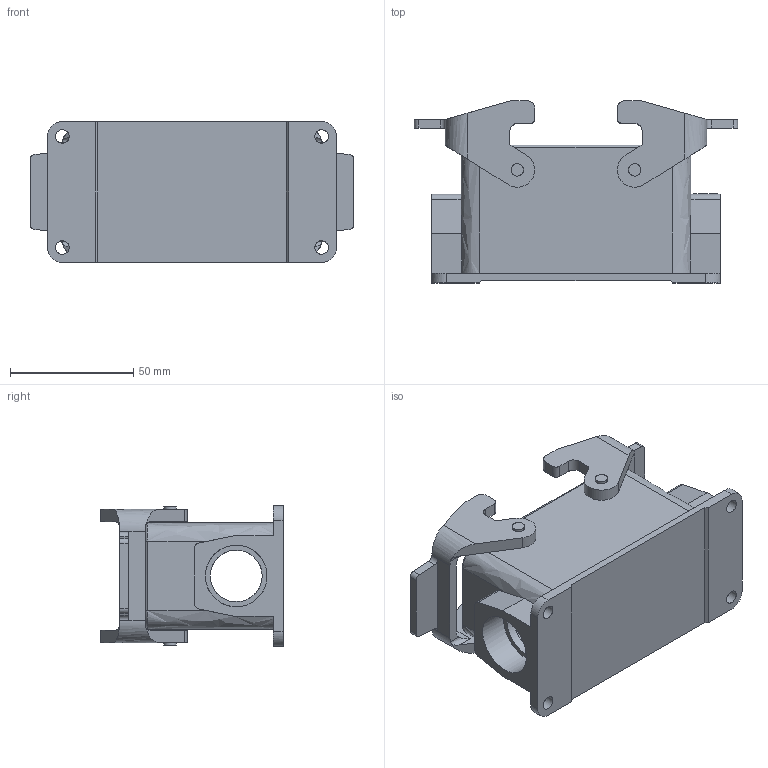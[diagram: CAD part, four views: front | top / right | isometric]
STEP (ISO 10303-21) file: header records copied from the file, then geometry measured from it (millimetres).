
FILE_DESCRIPTION(( 'HARTING HARTING HARTING HARTING HARTING HARTING HARTING HARTING HARTING', 'This Document is valid for Parts No. 19 34 006 0271'),'2;1');
FILE_NAME('MD_19340060271_R30167.stp', '2010-12-08T08:54:24',('ITIS-4b'),('HARTING KGaA, D-32339 Espelkamp'), 'I-DEAS Master Series 10','HP-UNIX','Yes');
FILE_SCHEMA(('AUTOMOTIVE_DESIGN { 1 0 10303 214 1 1 1 1 }'));
Length unit declared in the file: millimetre
Products named in the file (1): MD 19 34 006 0271
Bounding box: 130.9 x 73.8 x 57 mm (x, y, z)
Volume: 107081.5 mm3; surface area: 55714.8 mm2
Topology: 1 solids, 1 shells, 330 faces, 878 edges, 580 vertices
Faces by surface type: bspline 330
Entity records: 10835 total; most frequent: CARTESIAN_POINT 5289, ORIENTED_EDGE 1756, EDGE_CURVE 878, VERTEX_POINT 580, EDGE_LOOP 376, QUASI_UNIFORM_CURVE 360, FACE_OUTER_BOUND 330, ADVANCED_FACE 330
